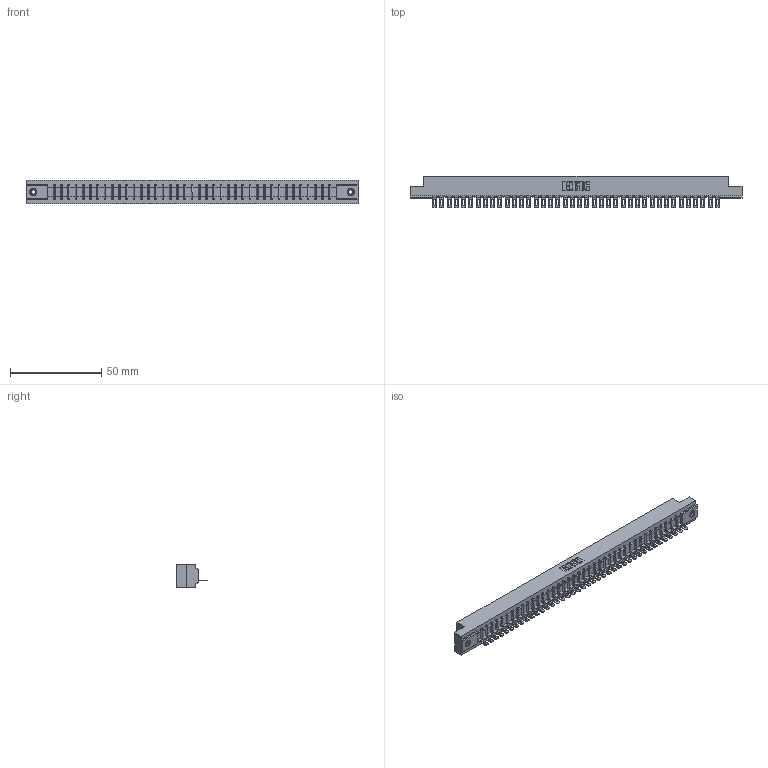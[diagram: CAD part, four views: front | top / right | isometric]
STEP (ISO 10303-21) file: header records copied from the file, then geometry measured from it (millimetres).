
FILE_DESCRIPTION (( 'STEP AP203' ), '1' );
FILE_NAME ('307-040-501-107.STEP', '2019-09-05T10:12:21', ( '' ), ( '' ), 'SwSTEP 2.0', 'SolidWorks 2016', '' );
FILE_SCHEMA (( 'CONFIG_CONTROL_DESIGN' ));
Length unit declared in the file: inch
Products named in the file (4): 307-040-501-107; 307 Part_.156 Dia Mounting Holes; 307-290-002_501; 345-250-001_345-250-005-103
Assembly tree (43 placements, depth 2):
  307-040-501-107
    307 Part_.156 Dia Mounting Holes
    307-290-002_501  x40
    345-250-001_345-250-005-103  x2
Bounding box: 181.51 x 17.42 x 12.7 mm (x, y, z)
Volume: 19430.1 mm3; surface area: 24689.5 mm2
Topology: 43 solids, 43 shells, 3259 faces, 9979 edges, 6534 vertices
Faces by surface type: plane 1862, cylinder 1299, sphere 82, cone 12, torus 4
Entity records: 36517 total; most frequent: CARTESIAN_POINT 6139, ORIENTED_EDGE 6122, DIRECTION 5979, EDGE_CURVE 3061, LINE 2339, VECTOR 2339, VERTEX_POINT 1980, AXIS2_PLACEMENT_3D 1820
